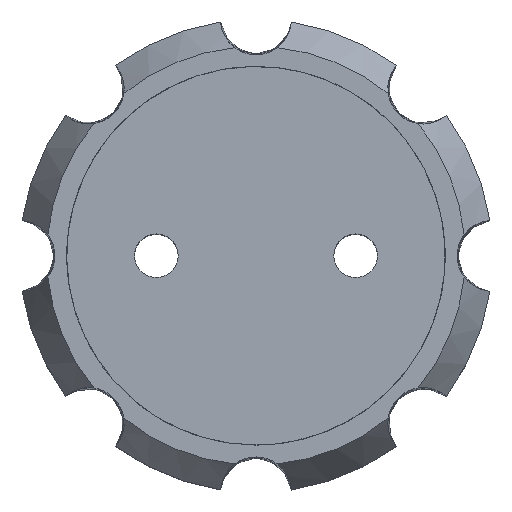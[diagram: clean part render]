
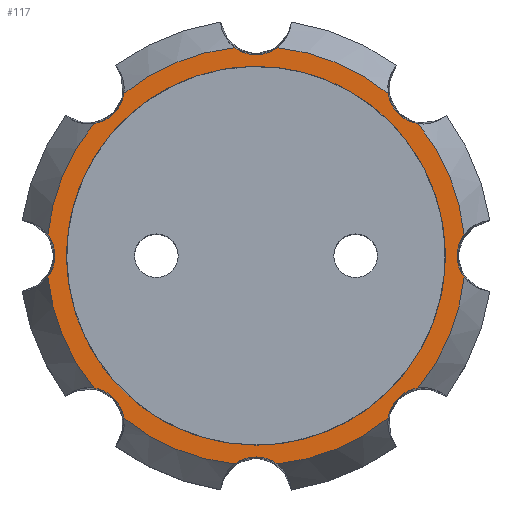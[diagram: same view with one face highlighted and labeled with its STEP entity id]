
A CAD part, top view. The second image highlights one B-rep face of the part: STEP entity #117.
In plain terms, the highlighted planar face has unit normal (0, 0, 1).
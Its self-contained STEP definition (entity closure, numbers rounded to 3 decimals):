
#117=ADVANCED_FACE('',(#253,#255),#257,.T.);
#253=FACE_BOUND('',#254,.T.);
#254=EDGE_LOOP('',(#743,#744,#745,#746,#747,#748,#749,#750,#751,#752,#753,#754,#755,
#756,#757,#758));
#255=FACE_BOUND('',#256,.T.);
#256=EDGE_LOOP('',(#759));
#257=PLANE('',#258);
#258=AXIS2_PLACEMENT_3D('',#259,#260,#261);
#259=CARTESIAN_POINT('',(0.,0.,18.));
#260=DIRECTION('',(0.,0.,1.));
#261=DIRECTION('',(0.,-1.,0.));
#743=ORIENTED_EDGE('',*,*,#997,.F.);
#744=ORIENTED_EDGE('',*,*,#998,.F.);
#745=ORIENTED_EDGE('',*,*,#999,.F.);
#746=ORIENTED_EDGE('',*,*,#1000,.F.);
#747=ORIENTED_EDGE('',*,*,#1001,.F.);
#748=ORIENTED_EDGE('',*,*,#1002,.F.);
#749=ORIENTED_EDGE('',*,*,#1003,.F.);
#750=ORIENTED_EDGE('',*,*,#1004,.F.);
#751=ORIENTED_EDGE('',*,*,#1005,.F.);
#752=ORIENTED_EDGE('',*,*,#1006,.F.);
#753=ORIENTED_EDGE('',*,*,#1007,.F.);
#754=ORIENTED_EDGE('',*,*,#1008,.F.);
#755=ORIENTED_EDGE('',*,*,#1009,.F.);
#756=ORIENTED_EDGE('',*,*,#1010,.F.);
#757=ORIENTED_EDGE('',*,*,#1011,.F.);
#758=ORIENTED_EDGE('',*,*,#1012,.F.);
#759=ORIENTED_EDGE('',*,*,#995,.T.);
#995=EDGE_CURVE('',#1134,#1134,#1135,.T.);
#997=EDGE_CURVE('',#1138,#1139,#1140,.F.);
#998=EDGE_CURVE('',#1141,#1138,#1142,.T.);
#999=EDGE_CURVE('',#1143,#1141,#1144,.F.);
#1000=EDGE_CURVE('',#1145,#1143,#1146,.T.);
#1001=EDGE_CURVE('',#1147,#1145,#1148,.F.);
#1002=EDGE_CURVE('',#1149,#1147,#1150,.T.);
#1003=EDGE_CURVE('',#1151,#1149,#1152,.F.);
#1004=EDGE_CURVE('',#1153,#1151,#1154,.T.);
#1005=EDGE_CURVE('',#1155,#1153,#1156,.F.);
#1006=EDGE_CURVE('',#1157,#1155,#1158,.T.);
#1007=EDGE_CURVE('',#1159,#1157,#1160,.F.);
#1008=EDGE_CURVE('',#1161,#1159,#1162,.T.);
#1009=EDGE_CURVE('',#1163,#1161,#1164,.F.);
#1010=EDGE_CURVE('',#1165,#1163,#1166,.T.);
#1011=EDGE_CURVE('',#1167,#1165,#1168,.F.);
#1012=EDGE_CURVE('',#1139,#1167,#1169,.T.);
#1134=VERTEX_POINT('',#1630);
#1135=(BOUNDED_CURVE()B_SPLINE_CURVE(3,
(#1631,#1632,#1633,#1634,#1635,#1636,#1637),
.UNSPECIFIED.,.T.,.F.)B_SPLINE_CURVE_WITH_KNOTS((4,3,4),
(0.,0.5,1.),
.UNSPECIFIED.)CURVE()GEOMETRIC_REPRESENTATION_ITEM()RATIONAL_B_SPLINE_CURVE((1.,
0.333,0.333,1.,0.333,0.333,1.))
REPRESENTATION_ITEM(''));
#1138=VERTEX_POINT('',#1643);
#1139=VERTEX_POINT('',#1644);
#1140=CIRCLE('',#1645,2.85);
#1141=VERTEX_POINT('',#1649);
#1142=CIRCLE('',#1650,16.806);
#1143=VERTEX_POINT('',#1654);
#1144=CIRCLE('',#1655,2.85);
#1145=VERTEX_POINT('',#1659);
#1146=CIRCLE('',#1660,16.806);
#1147=VERTEX_POINT('',#1664);
#1148=CIRCLE('',#1665,2.85);
#1149=VERTEX_POINT('',#1669);
#1150=CIRCLE('',#1670,16.806);
#1151=VERTEX_POINT('',#1674);
#1152=CIRCLE('',#1675,2.85);
#1153=VERTEX_POINT('',#1679);
#1154=CIRCLE('',#1680,16.806);
#1155=VERTEX_POINT('',#1684);
#1156=CIRCLE('',#1685,2.85);
#1157=VERTEX_POINT('',#1689);
#1158=CIRCLE('',#1690,16.806);
#1159=VERTEX_POINT('',#1694);
#1160=CIRCLE('',#1695,2.85);
#1161=VERTEX_POINT('',#1699);
#1162=CIRCLE('',#1700,16.806);
#1163=VERTEX_POINT('',#1704);
#1164=CIRCLE('',#1705,2.85);
#1165=VERTEX_POINT('',#1709);
#1166=CIRCLE('',#1710,16.806);
#1167=VERTEX_POINT('',#1714);
#1168=CIRCLE('',#1715,2.85);
#1169=CIRCLE('',#1719,16.806);
#1630=CARTESIAN_POINT('',(0.,-15.2,18.));
#1631=CARTESIAN_POINT('',(0.,-15.2,18.));
#1632=CARTESIAN_POINT('',(-30.4,-15.2,18.));
#1633=CARTESIAN_POINT('',(-30.4,15.2,18.));
#1634=CARTESIAN_POINT('',(0.,15.2,18.));
#1635=CARTESIAN_POINT('',(30.4,15.2,18.));
#1636=CARTESIAN_POINT('',(30.4,-15.2,18.));
#1637=CARTESIAN_POINT('',(0.,-15.2,18.));
#1643=CARTESIAN_POINT('',(-13.03,10.614,18.));
#1644=CARTESIAN_POINT('',(-10.614,13.03,18.));
#1645=AXIS2_PLACEMENT_3D('',#1646,#1647,#1648);
#1646=CARTESIAN_POINT('',(-13.435,13.435,18.));
#1647=DIRECTION('',(0.,0.,-1.));
#1648=DIRECTION('',(0.99,-0.142,0.));
#1649=CARTESIAN_POINT('',(-16.719,1.709,18.));
#1650=AXIS2_PLACEMENT_3D('',#1651,#1652,#1653);
#1651=CARTESIAN_POINT('',(0.,0.,18.));
#1652=DIRECTION('',(0.,0.,-1.));
#1653=DIRECTION('',(-0.995,0.102,0.));
#1654=CARTESIAN_POINT('',(-16.719,-1.709,18.));
#1655=AXIS2_PLACEMENT_3D('',#1656,#1657,#1658);
#1656=CARTESIAN_POINT('',(-19.,0.,18.));
#1657=DIRECTION('',(0.,0.,-1.));
#1658=DIRECTION('',(0.8,0.6,0.));
#1659=CARTESIAN_POINT('',(-13.03,-10.614,18.));
#1660=AXIS2_PLACEMENT_3D('',#1661,#1662,#1663);
#1661=CARTESIAN_POINT('',(0.,0.,18.));
#1662=DIRECTION('',(0.,0.,-1.));
#1663=DIRECTION('',(-0.775,-0.632,0.));
#1664=CARTESIAN_POINT('',(-10.614,-13.03,18.));
#1665=AXIS2_PLACEMENT_3D('',#1666,#1667,#1668);
#1666=CARTESIAN_POINT('',(-13.435,-13.435,18.));
#1667=DIRECTION('',(0.,0.,-1.));
#1668=DIRECTION('',(0.142,0.99,0.));
#1669=CARTESIAN_POINT('',(-1.709,-16.719,18.));
#1670=AXIS2_PLACEMENT_3D('',#1671,#1672,#1673);
#1671=CARTESIAN_POINT('',(0.,0.,18.));
#1672=DIRECTION('',(0.,0.,-1.));
#1673=DIRECTION('',(-0.102,-0.995,0.));
#1674=CARTESIAN_POINT('',(1.709,-16.719,18.));
#1675=AXIS2_PLACEMENT_3D('',#1676,#1677,#1678);
#1676=CARTESIAN_POINT('',(0.,-19.,18.));
#1677=DIRECTION('',(0.,0.,-1.));
#1678=DIRECTION('',(-0.6,0.8,0.));
#1679=CARTESIAN_POINT('',(10.614,-13.03,18.));
#1680=AXIS2_PLACEMENT_3D('',#1681,#1682,#1683);
#1681=CARTESIAN_POINT('',(0.,0.,18.));
#1682=DIRECTION('',(0.,0.,-1.));
#1683=DIRECTION('',(0.632,-0.775,0.));
#1684=CARTESIAN_POINT('',(13.03,-10.614,18.));
#1685=AXIS2_PLACEMENT_3D('',#1686,#1687,#1688);
#1686=CARTESIAN_POINT('',(13.435,-13.435,18.));
#1687=DIRECTION('',(0.,0.,-1.));
#1688=DIRECTION('',(-0.99,0.142,0.));
#1689=CARTESIAN_POINT('',(16.719,-1.709,18.));
#1690=AXIS2_PLACEMENT_3D('',#1691,#1692,#1693);
#1691=CARTESIAN_POINT('',(0.,0.,18.));
#1692=DIRECTION('',(0.,0.,-1.));
#1693=DIRECTION('',(0.995,-0.102,0.));
#1694=CARTESIAN_POINT('',(16.719,1.709,18.));
#1695=AXIS2_PLACEMENT_3D('',#1696,#1697,#1698);
#1696=CARTESIAN_POINT('',(19.,0.,18.));
#1697=DIRECTION('',(0.,0.,-1.));
#1698=DIRECTION('',(-0.8,-0.6,0.));
#1699=CARTESIAN_POINT('',(13.03,10.614,18.));
#1700=AXIS2_PLACEMENT_3D('',#1701,#1702,#1703);
#1701=CARTESIAN_POINT('',(0.,0.,18.));
#1702=DIRECTION('',(0.,0.,-1.));
#1703=DIRECTION('',(0.775,0.632,0.));
#1704=CARTESIAN_POINT('',(10.614,13.03,18.));
#1705=AXIS2_PLACEMENT_3D('',#1706,#1707,#1708);
#1706=CARTESIAN_POINT('',(13.435,13.435,18.));
#1707=DIRECTION('',(0.,0.,-1.));
#1708=DIRECTION('',(-0.142,-0.99,0.));
#1709=CARTESIAN_POINT('',(1.709,16.719,18.));
#1710=AXIS2_PLACEMENT_3D('',#1711,#1712,#1713);
#1711=CARTESIAN_POINT('',(0.,0.,18.));
#1712=DIRECTION('',(0.,0.,-1.));
#1713=DIRECTION('',(0.102,0.995,0.));
#1714=CARTESIAN_POINT('',(-1.709,16.719,18.));
#1715=AXIS2_PLACEMENT_3D('',#1716,#1717,#1718);
#1716=CARTESIAN_POINT('',(0.,19.,18.));
#1717=DIRECTION('',(0.,0.,-1.));
#1718=DIRECTION('',(0.6,-0.8,0.));
#1719=AXIS2_PLACEMENT_3D('',#1720,#1721,#1722);
#1720=CARTESIAN_POINT('',(0.,0.,18.));
#1721=DIRECTION('',(0.,0.,-1.));
#1722=DIRECTION('',(-0.632,0.775,0.));
